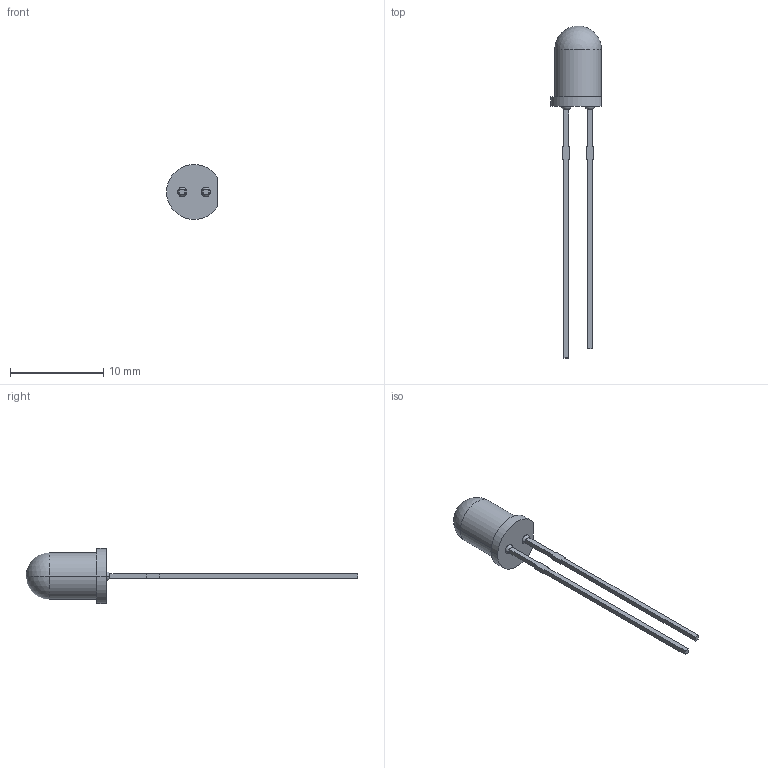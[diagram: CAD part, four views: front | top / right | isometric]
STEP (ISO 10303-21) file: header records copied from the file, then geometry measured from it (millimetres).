
FILE_DESCRIPTION (( 'STEP AP203' ), '1' );
FILE_NAME ('SSL-LX5093TC.STEP', '2021-03-22T09:28:27', ( 'Admin' ), ( '' ), 'SwSTEP 2.0', 'SolidWorks 2018', '' );
FILE_SCHEMA (( 'CONFIG_CONTROL_DESIGN' ));
Length unit declared in the file: millimetre
Products named in the file (1): SSL-LX5093TC
Bounding box: 5.45 x 35.6 x 5.9 mm (x, y, z)
Volume: 173 mm3; surface area: 278.3 mm2
Topology: 1 solids, 1 shells, 43 faces, 114 edges, 73 vertices
Faces by surface type: plane 29, cylinder 8, torus 4, sphere 2
Entity records: 1403 total; most frequent: CARTESIAN_POINT 285, ORIENTED_EDGE 220, DIRECTION 208, EDGE_CURVE 110, VECTOR 76, LINE 76, VERTEX_POINT 71, AXIS2_PLACEMENT_3D 66
